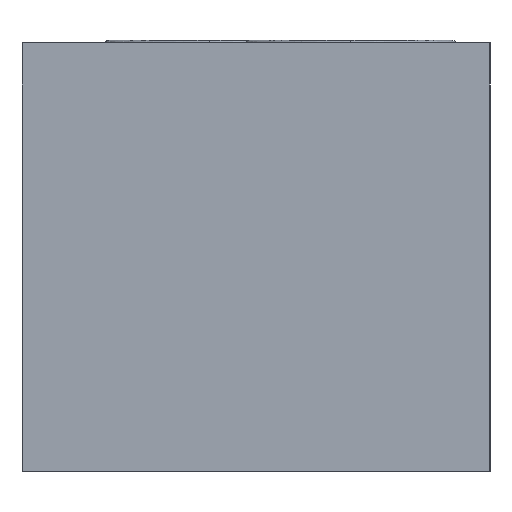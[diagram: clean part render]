
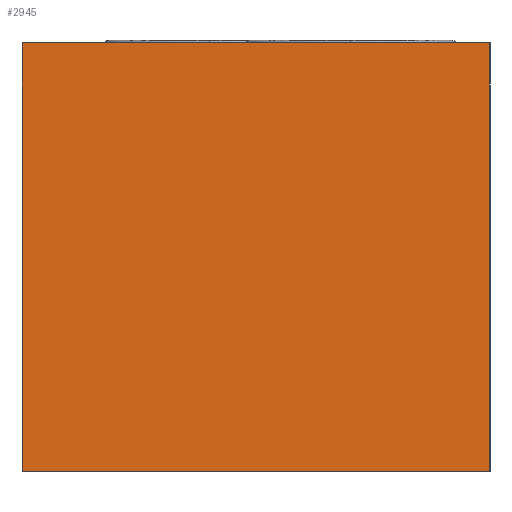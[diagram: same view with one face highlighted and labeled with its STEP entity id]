
A CAD part, left-side view. The second image highlights one B-rep face of the part: STEP entity #2945.
In plain terms, the highlighted planar face has unit normal (-1, 0, 0).
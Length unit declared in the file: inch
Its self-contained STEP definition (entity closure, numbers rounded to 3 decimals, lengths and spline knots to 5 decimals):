
#1=DIRECTION('',(0.,-1.,0.));
#2=VECTOR('',#1,3.);
#3=CARTESIAN_POINT('',(0.,0.,0.));
#4=LINE('',#3,#2);
#77=DIRECTION('',(0.,0.,1.));
#78=VECTOR('',#77,2.75);
#79=CARTESIAN_POINT('',(0.,0.,0.));
#80=LINE('',#79,#78);
#119=DIRECTION('',(0.,0.,1.));
#120=VECTOR('',#119,2.75);
#121=CARTESIAN_POINT('',(0.,-3.,0.));
#122=LINE('',#121,#120);
#123=DIRECTION('',(0.,-1.,0.));
#124=VECTOR('',#123,3.);
#125=CARTESIAN_POINT('',(0.,0.,2.75));
#126=LINE('',#125,#124);
#2499=CARTESIAN_POINT('',(0.,0.,0.));
#2500=CARTESIAN_POINT('',(0.,-3.,0.));
#2501=VERTEX_POINT('',#2499);
#2502=VERTEX_POINT('',#2500);
#2507=CARTESIAN_POINT('',(0.,0.,2.75));
#2508=CARTESIAN_POINT('',(0.,-3.,2.75));
#2509=VERTEX_POINT('',#2507);
#2510=VERTEX_POINT('',#2508);
#2931=CARTESIAN_POINT('',(0.,0.,0.));
#2932=DIRECTION('',(-1.,0.,0.));
#2933=DIRECTION('',(0.,-1.,0.));
#2934=AXIS2_PLACEMENT_3D('',#2931,#2932,#2933);
#2935=PLANE('',#2934);
#2936=ORIENTED_EDGE('',*,*,#2884,.F.);
#2938=ORIENTED_EDGE('',*,*,#2937,.T.);
#2940=ORIENTED_EDGE('',*,*,#2939,.T.);
#2942=ORIENTED_EDGE('',*,*,#2941,.F.);
#2943=EDGE_LOOP('',(#2936,#2938,#2940,#2942));
#2944=FACE_OUTER_BOUND('',#2943,.F.);
#2945=ADVANCED_FACE('',(#2944),#2935,.T.);
#2884=EDGE_CURVE('',#2501,#2502,#4,.T.);
#2937=EDGE_CURVE('',#2501,#2509,#80,.T.);
#2939=EDGE_CURVE('',#2509,#2510,#126,.T.);
#2941=EDGE_CURVE('',#2502,#2510,#122,.T.);
